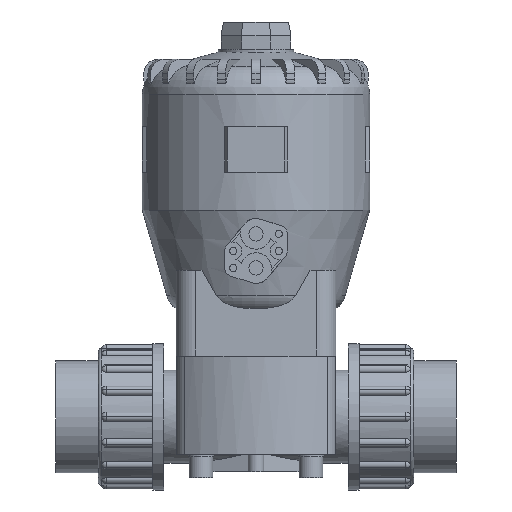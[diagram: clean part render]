
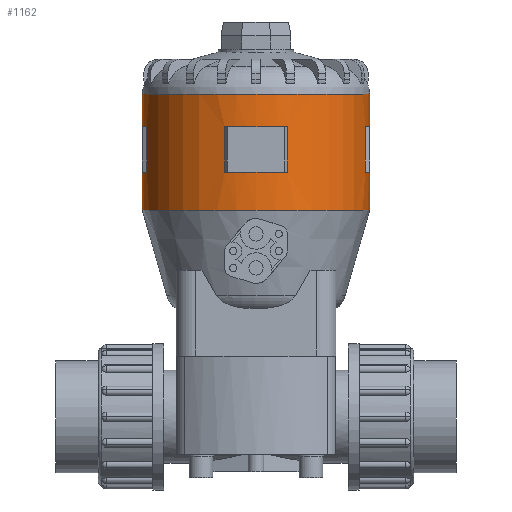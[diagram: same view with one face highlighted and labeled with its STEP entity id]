
A CAD part, front view. The second image highlights one B-rep face of the part: STEP entity #1162.
In plain terms, the highlighted cylindrical face has radius 80 mm (diameter 160 mm), a partial arc.
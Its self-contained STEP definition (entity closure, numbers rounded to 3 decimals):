
#1162=ADVANCED_FACE('',(#2479,#2480),#2481,.T.);
#2479=FACE_OUTER_BOUND('',#3967,.T.);
#2480=FACE_BOUND('',#3968,.T.);
#2481=CYLINDRICAL_SURFACE('',#3969,80.0);
#3967=EDGE_LOOP('',(#7408,#7409,#7410,#7411,#7412,#7413,#7414,#7415,#7416,#7417,#7418,#7419));
#3968=EDGE_LOOP('',(#7420,#7421,#7422,#7423,#7424,#7425));
#3969=AXIS2_PLACEMENT_3D('',#7426,#7427,#7428);
#7408=ORIENTED_EDGE('',*,*,#9404,.T.);
#7409=ORIENTED_EDGE('',*,*,#9682,.T.);
#7410=ORIENTED_EDGE('',*,*,#9686,.T.);
#7411=ORIENTED_EDGE('',*,*,#9675,.T.);
#7412=ORIENTED_EDGE('',*,*,#9411,.T.);
#7413=ORIENTED_EDGE('',*,*,#9816,.F.);
#7414=ORIENTED_EDGE('',*,*,#9409,.T.);
#7415=ORIENTED_EDGE('',*,*,#9721,.T.);
#7416=ORIENTED_EDGE('',*,*,#9733,.T.);
#7417=ORIENTED_EDGE('',*,*,#9736,.T.);
#7418=ORIENTED_EDGE('',*,*,#9405,.T.);
#7419=ORIENTED_EDGE('',*,*,#10223,.T.);
#7420=ORIENTED_EDGE('',*,*,#9707,.T.);
#7421=ORIENTED_EDGE('',*,*,#9695,.T.);
#7422=ORIENTED_EDGE('',*,*,#9699,.T.);
#7423=ORIENTED_EDGE('',*,*,#9713,.T.);
#7424=ORIENTED_EDGE('',*,*,#9716,.T.);
#7425=ORIENTED_EDGE('',*,*,#9703,.T.);
#7426=CARTESIAN_POINT('',(0.0,0.0,186.207));
#7427=DIRECTION('',(0.0,0.0,1.0));
#7428=DIRECTION('',(1.0,0.0,0.0));
#9404=EDGE_CURVE('',#11385,#11510,#11511,.T.);
#9405=EDGE_CURVE('',#11512,#11405,#11513,.T.);
#9409=EDGE_CURVE('',#11520,#11518,#11521,.T.);
#9411=EDGE_CURVE('',#11524,#11522,#11525,.T.);
#9675=EDGE_CURVE('',#11925,#11524,#11926,.T.);
#9682=EDGE_CURVE('',#11510,#11935,#11936,.T.);
#9686=EDGE_CURVE('',#11935,#11925,#11941,.T.);
#9695=EDGE_CURVE('',#11951,#11952,#11953,.T.);
#9699=EDGE_CURVE('',#11952,#11958,#11959,.T.);
#9703=EDGE_CURVE('',#11964,#11965,#11966,.T.);
#9707=EDGE_CURVE('',#11965,#11951,#11971,.T.);
#9713=EDGE_CURVE('',#11958,#11978,#11979,.T.);
#9716=EDGE_CURVE('',#11978,#11964,#11982,.T.);
#9721=EDGE_CURVE('',#11518,#11988,#11989,.T.);
#9733=EDGE_CURVE('',#11988,#12004,#12005,.T.);
#9736=EDGE_CURVE('',#12004,#11512,#12008,.T.);
#9816=EDGE_CURVE('',#11520,#11522,#12140,.T.);
#10223=EDGE_CURVE('',#11405,#11385,#12695,.T.);
#11385=VERTEX_POINT('',#15098);
#11405=VERTEX_POINT('',#15155);
#11510=VERTEX_POINT('',#15445);
#11511=LINE('',#15446,#15447);
#11512=VERTEX_POINT('',#15448);
#11513=LINE('',#15449,#15450);
#11518=VERTEX_POINT('',#15456);
#11520=VERTEX_POINT('',#15458);
#11521=LINE('',#15459,#15460);
#11522=VERTEX_POINT('',#15461);
#11524=VERTEX_POINT('',#15463);
#11525=LINE('',#15464,#15465);
#11925=VERTEX_POINT('',#16680);
#11926=CIRCLE('',#16681,80.0);
#11935=VERTEX_POINT('',#16694);
#11936=CIRCLE('',#16695,80.0);
#11941=LINE('',#16702,#16703);
#11951=VERTEX_POINT('',#16717);
#11952=VERTEX_POINT('',#16718);
#11953=CIRCLE('',#16719,80.0);
#11958=VERTEX_POINT('',#16726);
#11959=CIRCLE('',#16727,80.0);
#11964=VERTEX_POINT('',#16734);
#11965=VERTEX_POINT('',#16735);
#11966=CIRCLE('',#16736,80.0);
#11971=LINE('',#16743,#16744);
#11978=VERTEX_POINT('',#16754);
#11979=LINE('',#16755,#16756);
#11982=CIRCLE('',#16760,80.0);
#11988=VERTEX_POINT('',#16768);
#11989=CIRCLE('',#16769,80.0);
#12004=VERTEX_POINT('',#16791);
#12005=LINE('',#16792,#16793);
#12008=CIRCLE('',#16797,80.0);
#12140=CIRCLE('',#17489,80.0);
#12695=CIRCLE('',#18577,80.0);
#15098=CARTESIAN_POINT('',(80.0,0.0,145.358));
#15155=CARTESIAN_POINT('',(-80.0,0.,145.358));
#15445=CARTESIAN_POINT('',(80.0,0.,172.31));
#15446=CARTESIAN_POINT('',(80.0,0.,186.207));
#15447=VECTOR('',#20214,1.0);
#15448=CARTESIAN_POINT('',(-80.0,0.,172.31));
#15449=CARTESIAN_POINT('',(-80.0,0.,186.207));
#15450=VECTOR('',#20215,1.0);
#15456=CARTESIAN_POINT('',(-80.0,0.,204.31));
#15458=CARTESIAN_POINT('',(-80.0,0.,227.057));
#15459=CARTESIAN_POINT('',(-80.0,0.,186.207));
#15460=VECTOR('',#20223,1.0);
#15461=CARTESIAN_POINT('',(80.0,0.0,227.057));
#15463=CARTESIAN_POINT('',(80.0,0.,204.31));
#15464=CARTESIAN_POINT('',(80.0,0.,186.207));
#15465=VECTOR('',#20227,1.0);
#16680=CARTESIAN_POINT('',(76.887,-22.101,204.31));
#16681=AXIS2_PLACEMENT_3D('',#20508,#20509,#20510);
#16694=CARTESIAN_POINT('',(76.887,-22.101,172.31));
#16695=AXIS2_PLACEMENT_3D('',#20515,#20516,#20517);
#16702=CARTESIAN_POINT('',(76.887,-22.101,188.31));
#16703=VECTOR('',#20520,1.0);
#16717=CARTESIAN_POINT('',(-22.101,-76.887,204.31));
#16718=CARTESIAN_POINT('',(0.,-80.0,204.31));
#16719=AXIS2_PLACEMENT_3D('',#20525,#20526,#20527);
#16726=CARTESIAN_POINT('',(22.101,-76.887,204.31));
#16727=AXIS2_PLACEMENT_3D('',#20530,#20531,#20532);
#16734=CARTESIAN_POINT('',(0.,-80.0,172.31));
#16735=CARTESIAN_POINT('',(-22.101,-76.887,172.31));
#16736=AXIS2_PLACEMENT_3D('',#20535,#20536,#20537);
#16743=CARTESIAN_POINT('',(-22.101,-76.887,188.31));
#16744=VECTOR('',#20540,1.0);
#16754=CARTESIAN_POINT('',(22.101,-76.887,172.31));
#16755=CARTESIAN_POINT('',(22.101,-76.887,188.31));
#16756=VECTOR('',#20544,1.0);
#16760=AXIS2_PLACEMENT_3D('',#20546,#20547,#20548);
#16768=CARTESIAN_POINT('',(-76.887,-22.101,204.31));
#16769=AXIS2_PLACEMENT_3D('',#20551,#20552,#20553);
#16791=CARTESIAN_POINT('',(-76.887,-22.101,172.31));
#16792=CARTESIAN_POINT('',(-76.887,-22.101,188.31));
#16793=VECTOR('',#20561,1.0);
#16797=AXIS2_PLACEMENT_3D('',#20563,#20564,#20565);
#17489=AXIS2_PLACEMENT_3D('',#20628,#20629,#20630);
#18577=AXIS2_PLACEMENT_3D('',#21073,#21074,#21075);
#20214=DIRECTION('',(0.0,0.0,1.0));
#20215=DIRECTION('',(-0.0,-0.0,-1.0));
#20223=DIRECTION('',(-0.0,-0.0,-1.0));
#20227=DIRECTION('',(0.0,0.0,1.0));
#20508=CARTESIAN_POINT('',(0.0,0.0,204.31));
#20509=DIRECTION('',(0.0,-0.0,1.0));
#20510=DIRECTION('',(1.0,0.0,0.0));
#20515=CARTESIAN_POINT('',(0.0,0.0,172.31));
#20516=DIRECTION('',(0.0,0.0,-1.0));
#20517=DIRECTION('',(1.0,0.0,0.0));
#20520=DIRECTION('',(0.0,0.0,1.0));
#20525=CARTESIAN_POINT('',(0.0,0.0,204.31));
#20526=DIRECTION('',(0.0,-0.0,1.0));
#20527=DIRECTION('',(1.0,0.0,0.0));
#20530=CARTESIAN_POINT('',(0.0,0.0,204.31));
#20531=DIRECTION('',(0.0,-0.0,1.0));
#20532=DIRECTION('',(1.0,0.0,0.0));
#20535=CARTESIAN_POINT('',(0.0,0.0,172.31));
#20536=DIRECTION('',(0.0,0.0,-1.0));
#20537=DIRECTION('',(1.0,0.0,0.0));
#20540=DIRECTION('',(0.0,0.0,1.0));
#20544=DIRECTION('',(-0.0,-0.0,-1.0));
#20546=CARTESIAN_POINT('',(0.0,0.0,172.31));
#20547=DIRECTION('',(0.0,0.0,-1.0));
#20548=DIRECTION('',(1.0,0.0,0.0));
#20551=CARTESIAN_POINT('',(0.0,0.0,204.31));
#20552=DIRECTION('',(0.0,-0.0,1.0));
#20553=DIRECTION('',(1.0,0.0,0.0));
#20561=DIRECTION('',(-0.0,-0.0,-1.0));
#20563=CARTESIAN_POINT('',(0.0,0.0,172.31));
#20564=DIRECTION('',(0.0,0.0,-1.0));
#20565=DIRECTION('',(1.0,0.0,0.0));
#20628=CARTESIAN_POINT('',(0.0,0.0,227.057));
#20629=DIRECTION('',(0.0,0.0,1.0));
#20630=DIRECTION('',(1.0,0.0,0.0));
#21073=CARTESIAN_POINT('',(0.0,0.0,145.358));
#21074=DIRECTION('',(0.0,0.0,1.0));
#21075=DIRECTION('',(1.0,0.0,0.0));
